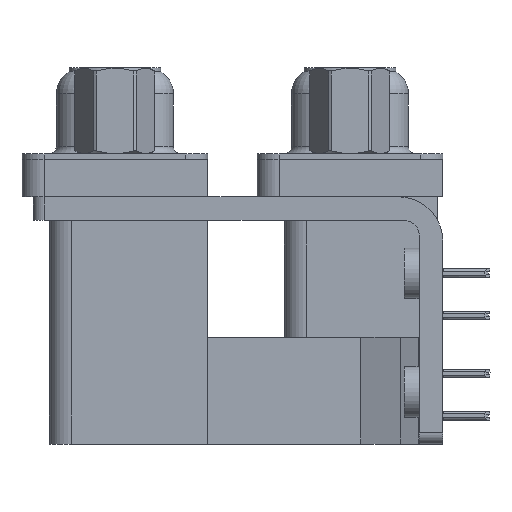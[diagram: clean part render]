
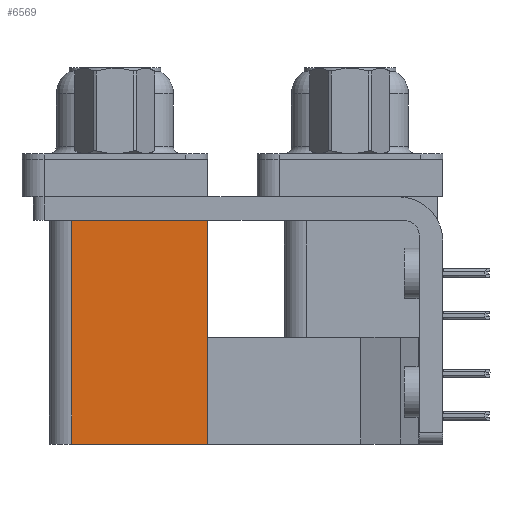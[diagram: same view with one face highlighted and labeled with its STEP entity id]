
A CAD part, left-side view. The second image highlights one B-rep face of the part: STEP entity #6569.
In plain terms, the highlighted planar face has unit normal (-1, 0, 0).
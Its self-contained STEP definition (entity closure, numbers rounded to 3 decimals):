
#2197 = ORIENTED_EDGE ( 'NONE', *, *, #20277, .T. ) ;
#4040 = ORIENTED_EDGE ( 'NONE', *, *, #26634, .F. ) ;
#5676 = DIRECTION ( 'NONE',  ( 1., 0., 0. ) ) ;
#6318 = EDGE_CURVE ( 'NONE', #38787, #22895, #35924, .T. ) ;
#6569 = ADVANCED_FACE ( 'NONE', ( #47589 ), #36334, .F. ) ;
#9698 = EDGE_LOOP ( 'NONE', ( #2197, #4040, #32289, #43215 ) ) ;
#12925 = DIRECTION ( 'NONE',  ( 0., 0., 1. ) ) ;
#13245 = VERTEX_POINT ( 'NONE', #16366 ) ;
#13282 = LINE ( 'NONE', #20761, #39273 ) ;
#16366 = CARTESIAN_POINT ( 'NONE',  ( 3.79, 18.8, -2.5 ) ) ;
#20277 = EDGE_CURVE ( 'NONE', #33632, #13245, #43813, .T. ) ;
#20516 = DIRECTION ( 'NONE',  ( 0., 0., 1. ) ) ;
#20761 = CARTESIAN_POINT ( 'NONE',  ( 3.79, 18.8, -19.2 ) ) ;
#21119 = VECTOR ( 'NONE', #28892, 1000. ) ;
#21184 = CARTESIAN_POINT ( 'NONE',  ( 3.79, 9.6, -19.2 ) ) ;
#22895 = VERTEX_POINT ( 'NONE', #43207 ) ;
#23178 = VECTOR ( 'NONE', #28314, 1000. ) ;
#23712 = CARTESIAN_POINT ( 'NONE',  ( 3.79, 9.6, -2.5 ) ) ;
#25993 = CARTESIAN_POINT ( 'NONE',  ( 3.79, 9.6, -2.5 ) ) ;
#26634 = EDGE_CURVE ( 'NONE', #22895, #13245, #13282, .T. ) ;
#27857 = LINE ( 'NONE', #31861, #39738 ) ;
#28314 = DIRECTION ( 'NONE',  ( 0., 1., 0. ) ) ;
#28892 = DIRECTION ( 'NONE',  ( 0., 1., 0. ) ) ;
#31861 = CARTESIAN_POINT ( 'NONE',  ( 3.79, 9.6, -19.2 ) ) ;
#32289 = ORIENTED_EDGE ( 'NONE', *, *, #6318, .F. ) ;
#33195 = CARTESIAN_POINT ( 'NONE',  ( 3.79, 9.6, -19.2 ) ) ;
#33632 = VERTEX_POINT ( 'NONE', #23712 ) ;
#35924 = LINE ( 'NONE', #21184, #21119 ) ;
#36334 = PLANE ( 'NONE',  #43183 ) ;
#38787 = VERTEX_POINT ( 'NONE', #33195 ) ;
#39273 = VECTOR ( 'NONE', #20516, 1000. ) ;
#39738 = VECTOR ( 'NONE', #12925, 1000. ) ;
#40422 = EDGE_CURVE ( 'NONE', #38787, #33632, #27857, .T. ) ;
#43183 = AXIS2_PLACEMENT_3D ( 'NONE', #43585, #5676, #43836 ) ;
#43207 = CARTESIAN_POINT ( 'NONE',  ( 3.79, 18.8, -19.2 ) ) ;
#43215 = ORIENTED_EDGE ( 'NONE', *, *, #40422, .T. ) ;
#43585 = CARTESIAN_POINT ( 'NONE',  ( 3.79, 9.6, -19.2 ) ) ;
#43813 = LINE ( 'NONE', #25993, #23178 ) ;
#43836 = DIRECTION ( 'NONE',  ( 0., 1., 0. ) ) ;
#47589 = FACE_OUTER_BOUND ( 'NONE', #9698, .T. ) ;
